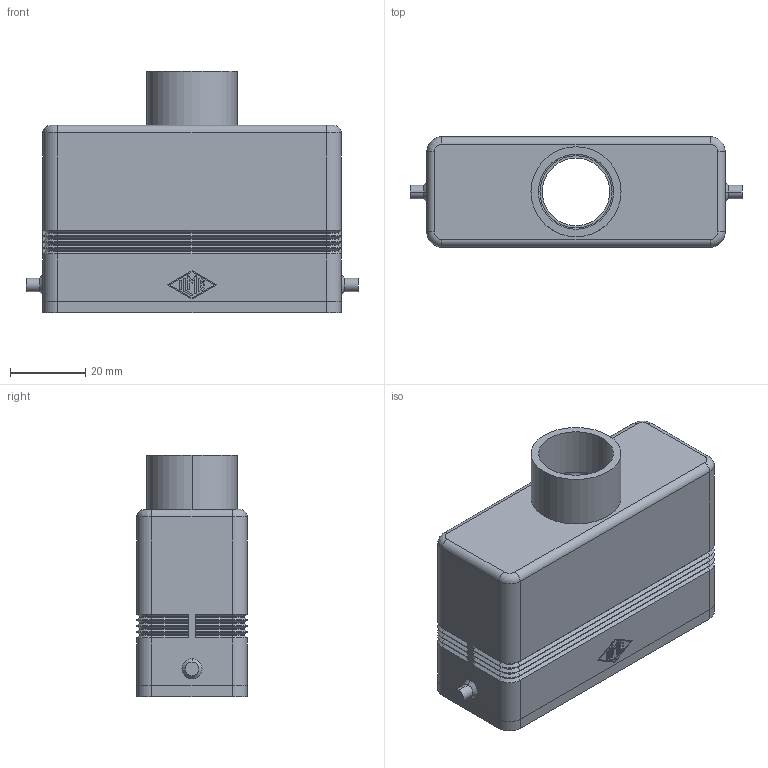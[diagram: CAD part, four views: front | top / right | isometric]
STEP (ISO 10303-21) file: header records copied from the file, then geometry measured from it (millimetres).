
FILE_DESCRIPTION(('Creo Elements/Direct Modeling STEP Export'),'2;1');
FILE_NAME('0ln7uvk49angudu4132','2017-02-21T15:03:51',(''),(''),'PTC Creo Elements/Direct Modeling STEP processor for AP214 (Solid Model)','PTC Creo Elements/Direct Modeling 19.0E 27-Jun-2016 (C) Parametric Technology GmbH','');
FILE_SCHEMA(('AUTOMOTIVE_DESIGN { 1 0 10303 214 1 1 1 1 }'));
Length unit declared in the file: millimetre
Products named in the file (1): MZVE_25_L20
Bounding box: 88.5 x 29.41 x 64.5 mm (x, y, z)
Volume: 43255.3 mm3; surface area: 26343.3 mm2
Topology: 1 solids, 1 shells, 316 faces, 741 edges, 440 vertices
Faces by surface type: plane 174, cylinder 92, cone 44, torus 5, bspline 1
Entity records: 11224 total; most frequent: DIRECTION 1503, CARTESIAN_POINT 1495, ORIENTED_EDGE 1466, EDGE_CURVE 733, VECTOR 537, LINE 537, AXIS2_PLACEMENT_3D 483, VERTEX_POINT 440
